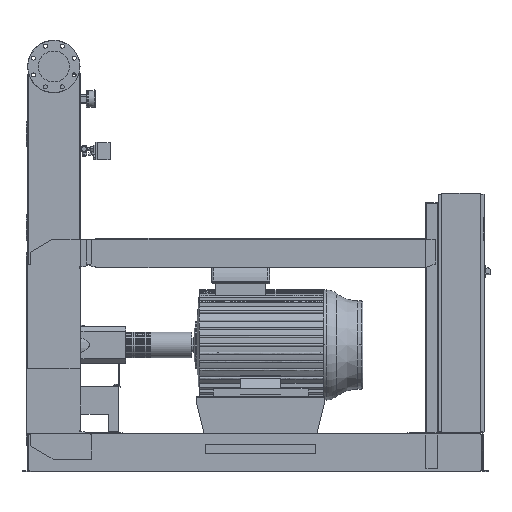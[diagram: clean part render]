
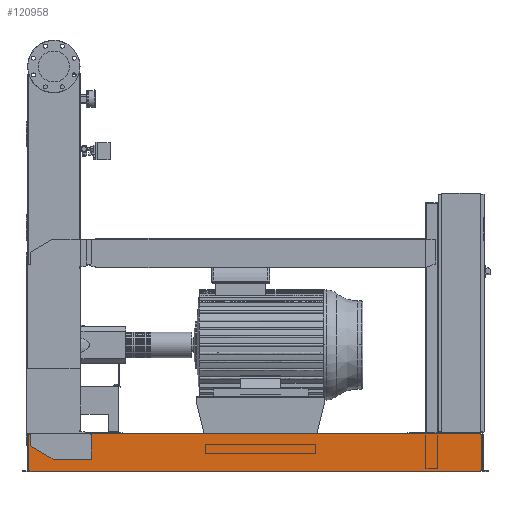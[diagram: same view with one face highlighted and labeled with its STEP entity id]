
A CAD part, front view. The second image highlights one B-rep face of the part: STEP entity #120958.
In plain terms, the highlighted free-form (B-spline) face has degree [1, 1] with [2, 2] control points.
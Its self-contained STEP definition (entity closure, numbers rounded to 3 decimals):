
#116189=CARTESIAN_POINT('',(-131.,-460.5,202.));
#116190=VERTEX_POINT('',#116189);
#116197=CARTESIAN_POINT('',(-131.,-460.5,208.));
#116198=VERTEX_POINT('',#116197);
#116199=CARTESIAN_POINT('',(-131.,-460.5,202.));
#116200=DIRECTION('',(0.0,0.0,1.0));
#116201=VECTOR('',#116200,6.);
#116202=LINE('',#116199,#116201);
#116203=EDGE_CURVE('',#116190,#116198,#116202,.T.);
#119243=CARTESIAN_POINT('',(2322.,-460.5,208.));
#119244=VERTEX_POINT('',#119243);
#119245=CARTESIAN_POINT('',(-131.,-460.5,208.));
#119246=DIRECTION('',(1.0,0.0,0.0));
#119247=VECTOR('',#119246,2453.0);
#119248=LINE('',#119245,#119247);
#119249=EDGE_CURVE('',#116198,#119244,#119248,.T.);
#120546=CARTESIAN_POINT('',(2330.,-460.5,202.));
#120547=VERTEX_POINT('',#120546);
#120554=CARTESIAN_POINT('',(2330.,-460.5,112.689));
#120555=VERTEX_POINT('',#120554);
#120556=CARTESIAN_POINT('',(2330.,-460.5,112.689));
#120557=DIRECTION('',(0.0,0.0,1.0));
#120558=VECTOR('',#120557,89.311);
#120559=LINE('',#120556,#120558);
#120560=EDGE_CURVE('',#120555,#120547,#120559,.T.);
#120872=CARTESIAN_POINT('',(-139.,-460.5,3.));
#120873=CARTESIAN_POINT('',(-139.,-460.5,208.));
#120874=CARTESIAN_POINT('',(2330.,-460.5,3.));
#120875=CARTESIAN_POINT('',(2330.,-460.5,208.));
#120876=B_SPLINE_SURFACE_WITH_KNOTS('',1,1,((#120872,#120874),(#120873,#120875)),.UNSPECIFIED.,.F.,.F.,.U.,(2,2),(2,2),(0.0,205.),(0.0,2469.0),.UNSPECIFIED.);
#120877=CARTESIAN_POINT('',(2330.,-460.5,6.));
#120878=VERTEX_POINT('',#120877);
#120879=CARTESIAN_POINT('',(2330.,-460.5,6.));
#120880=DIRECTION('',(0.0,0.0,1.0));
#120881=VECTOR('',#120880,106.689);
#120882=LINE('',#120879,#120881);
#120883=EDGE_CURVE('',#120878,#120555,#120882,.T.);
#120884=ORIENTED_EDGE('',*,*,#120883,.T.);
#120885=ORIENTED_EDGE('',*,*,#120560,.T.);
#120886=CARTESIAN_POINT('',(2322.,-460.5,202.));
#120887=VERTEX_POINT('',#120886);
#120888=CARTESIAN_POINT('',(2330.,-460.5,202.));
#120889=DIRECTION('',(-1.0,0.0,0.0));
#120890=VECTOR('',#120889,8.0);
#120891=LINE('',#120888,#120890);
#120892=EDGE_CURVE('',#120547,#120887,#120891,.T.);
#120893=ORIENTED_EDGE('',*,*,#120892,.T.);
#120894=CARTESIAN_POINT('',(2322.,-460.5,208.));
#120895=DIRECTION('',(0.0,0.0,-1.0));
#120896=VECTOR('',#120895,6.);
#120897=LINE('',#120894,#120896);
#120898=EDGE_CURVE('',#119244,#120887,#120897,.T.);
#120899=ORIENTED_EDGE('',*,*,#120898,.F.);
#120900=ORIENTED_EDGE('',*,*,#119249,.F.);
#120901=ORIENTED_EDGE('',*,*,#116203,.F.);
#120902=CARTESIAN_POINT('',(-139.,-460.5,202.));
#120903=VERTEX_POINT('',#120902);
#120904=CARTESIAN_POINT('',(-131.,-460.5,202.));
#120905=DIRECTION('',(-1.0,0.0,0.0));
#120906=VECTOR('',#120905,8.0);
#120907=LINE('',#120904,#120906);
#120908=EDGE_CURVE('',#116190,#120903,#120907,.T.);
#120909=ORIENTED_EDGE('',*,*,#120908,.T.);
#120910=CARTESIAN_POINT('',(-139.,-460.5,6.));
#120911=VERTEX_POINT('',#120910);
#120912=CARTESIAN_POINT('',(-139.,-460.5,202.));
#120913=DIRECTION('',(0.0,0.0,-1.0));
#120914=VECTOR('',#120913,196.);
#120915=LINE('',#120912,#120914);
#120916=EDGE_CURVE('',#120903,#120911,#120915,.T.);
#120917=ORIENTED_EDGE('',*,*,#120916,.T.);
#120918=CARTESIAN_POINT('',(-131.,-460.5,6.));
#120919=VERTEX_POINT('',#120918);
#120920=CARTESIAN_POINT('',(-139.,-460.5,6.));
#120921=DIRECTION('',(1.0,0.0,0.0));
#120922=VECTOR('',#120921,8.0);
#120923=LINE('',#120920,#120922);
#120924=EDGE_CURVE('',#120911,#120919,#120923,.T.);
#120925=ORIENTED_EDGE('',*,*,#120924,.T.);
#120926=CARTESIAN_POINT('',(-131.0,-460.5,3.));
#120927=VERTEX_POINT('',#120926);
#120928=CARTESIAN_POINT('',(-131.0,-460.5,3.));
#120929=DIRECTION('',(0.,0.0,1.0));
#120930=VECTOR('',#120929,3.);
#120931=LINE('',#120928,#120930);
#120932=EDGE_CURVE('',#120927,#120919,#120931,.T.);
#120933=ORIENTED_EDGE('',*,*,#120932,.F.);
#120934=CARTESIAN_POINT('',(2322.,-460.5,3.));
#120935=VERTEX_POINT('',#120934);
#120936=CARTESIAN_POINT('',(2322.,-460.5,3.));
#120937=DIRECTION('',(-1.0,0.0,0.0));
#120938=VECTOR('',#120937,2453.);
#120939=LINE('',#120936,#120938);
#120940=EDGE_CURVE('',#120935,#120927,#120939,.T.);
#120941=ORIENTED_EDGE('',*,*,#120940,.F.);
#120942=CARTESIAN_POINT('',(2322.,-460.5,6.));
#120943=VERTEX_POINT('',#120942);
#120944=CARTESIAN_POINT('',(2322.,-460.5,6.));
#120945=DIRECTION('',(0.0,0.0,-1.0));
#120946=VECTOR('',#120945,3.);
#120947=LINE('',#120944,#120946);
#120948=EDGE_CURVE('',#120943,#120935,#120947,.T.);
#120949=ORIENTED_EDGE('',*,*,#120948,.F.);
#120950=CARTESIAN_POINT('',(2322.,-460.5,6.));
#120951=DIRECTION('',(1.0,0.0,0.0));
#120952=VECTOR('',#120951,8.0);
#120953=LINE('',#120950,#120952);
#120954=EDGE_CURVE('',#120943,#120878,#120953,.T.);
#120955=ORIENTED_EDGE('',*,*,#120954,.T.);
#120956=EDGE_LOOP('',(#120884,#120885,#120893,#120899,#120900,#120901,#120909,#120917,#120925,#120933,#120941,#120949,#120955));
#120957=FACE_OUTER_BOUND('',#120956,.T.);
#120958=ADVANCED_FACE('',(#120957),#120876,.F.);
